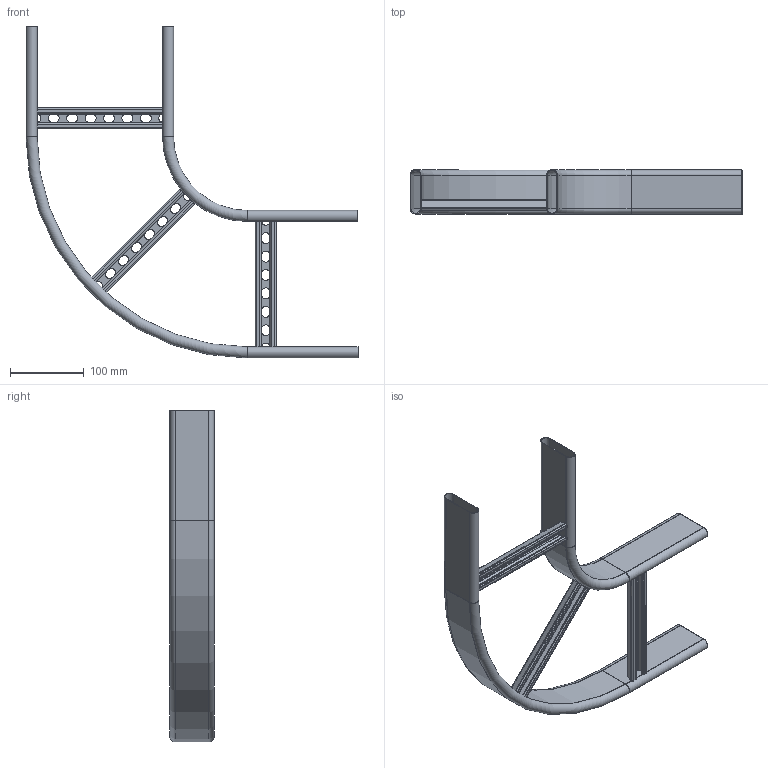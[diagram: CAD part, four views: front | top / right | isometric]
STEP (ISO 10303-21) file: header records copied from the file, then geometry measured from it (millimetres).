
FILE_DESCRIPTION (( 'STEP AP203' ), '1' );
FILE_NAME ('11-02-2984.STEP', '2013-05-14T09:44:12', ( 'asennus' ), ( '' ), 'SwSTEP 2.0', 'SolidWorks 2013', '' );
FILE_SCHEMA (( 'CONFIG_CONTROL_DESIGN' ));
Length unit declared in the file: millimetre
Products named in the file (1): 11-02-2984
Bounding box: 450 x 60 x 450 mm (x, y, z)
Volume: 195621.1 mm3; surface area: 393993.7 mm2
Topology: 5 solids, 5 shells, 304 faces, 706 edges, 412 vertices
Faces by surface type: plane 188, cylinder 108, torus 8
Entity records: 8587 total; most frequent: DIRECTION 1532, CARTESIAN_POINT 1423, ORIENTED_EDGE 1412, EDGE_CURVE 706, AXIS2_PLACEMENT_3D 521, VECTOR 490, LINE 490, VERTEX_POINT 412
